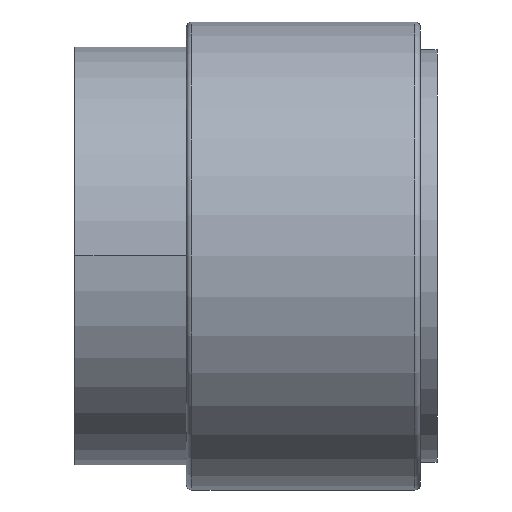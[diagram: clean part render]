
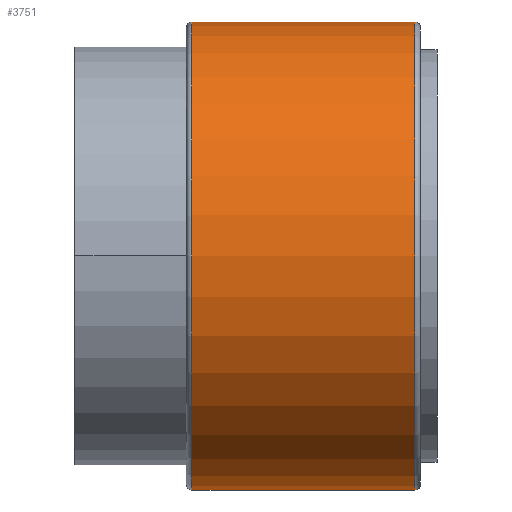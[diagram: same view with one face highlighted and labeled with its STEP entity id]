
A CAD part, left-side view. The second image highlights one B-rep face of the part: STEP entity #3751.
In plain terms, the highlighted cylindrical face has radius 21 mm (diameter 42 mm), a partial arc.
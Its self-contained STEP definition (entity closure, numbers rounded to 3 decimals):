
#124 = VERTEX_POINT ( 'NONE', #2124 ) ;
#325 = ORIENTED_EDGE ( 'NONE', *, *, #4416, .T. ) ;
#378 = CARTESIAN_POINT ( 'NONE',  ( 0., 0.5, 21. ) ) ;
#518 = DIRECTION ( 'NONE',  ( 0., 0., -1. ) ) ;
#778 = LINE ( 'NONE', #3948, #4382 ) ;
#858 = DIRECTION ( 'NONE',  ( 0., 1., 0. ) ) ;
#938 = AXIS2_PLACEMENT_3D ( 'NONE', #4389, #858, #1163 ) ;
#999 = CARTESIAN_POINT ( 'NONE',  ( 0., 21., 21. ) ) ;
#1163 = DIRECTION ( 'NONE',  ( 0., 0., 1. ) ) ;
#1219 = EDGE_CURVE ( 'NONE', #4244, #1280, #3232, .T. ) ;
#1280 = VERTEX_POINT ( 'NONE', #378 ) ;
#1310 = EDGE_CURVE ( 'NONE', #124, #1280, #4140, .T. ) ;
#1544 = CARTESIAN_POINT ( 'NONE',  ( 0., 20.5, 21. ) ) ;
#1595 = ORIENTED_EDGE ( 'NONE', *, *, #1642, .T. ) ;
#1642 = EDGE_CURVE ( 'NONE', #2492, #124, #778, .T. ) ;
#1950 = FACE_OUTER_BOUND ( 'NONE', #3610, .T. ) ;
#1956 = DIRECTION ( 'NONE',  ( 0., 0., 1. ) ) ;
#2124 = CARTESIAN_POINT ( 'NONE',  ( 0., 0.5, -21. ) ) ;
#2316 = CYLINDRICAL_SURFACE ( 'NONE', #4589, 21. ) ;
#2414 = CARTESIAN_POINT ( 'NONE',  ( 0., 20.5, -21. ) ) ;
#2484 = ORIENTED_EDGE ( 'NONE', *, *, #1219, .F. ) ;
#2492 = VERTEX_POINT ( 'NONE', #2414 ) ;
#2638 = DIRECTION ( 'NONE',  ( 0., -1., 0. ) ) ;
#2958 = DIRECTION ( 'NONE',  ( 0., -1., 0. ) ) ;
#3232 = LINE ( 'NONE', #999, #3242 ) ;
#3242 = VECTOR ( 'NONE', #4572, 1000. ) ;
#3509 = ORIENTED_EDGE ( 'NONE', *, *, #1310, .T. ) ;
#3610 = EDGE_LOOP ( 'NONE', ( #2484, #325, #1595, #3509 ) ) ;
#3751 = ADVANCED_FACE ( 'NONE', ( #1950 ), #2316, .T. ) ;
#3840 = CIRCLE ( 'NONE', #4376, 21. ) ;
#3948 = CARTESIAN_POINT ( 'NONE',  ( 0., 21., -21. ) ) ;
#4095 = CARTESIAN_POINT ( 'NONE',  ( 0., 21., 0. ) ) ;
#4140 = CIRCLE ( 'NONE', #938, 21. ) ;
#4244 = VERTEX_POINT ( 'NONE', #1544 ) ;
#4332 = DIRECTION ( 'NONE',  ( 0., -1., 0. ) ) ;
#4376 = AXIS2_PLACEMENT_3D ( 'NONE', #4507, #2638, #1956 ) ;
#4382 = VECTOR ( 'NONE', #4332, 1000. ) ;
#4389 = CARTESIAN_POINT ( 'NONE',  ( 0., 0.5, 0. ) ) ;
#4416 = EDGE_CURVE ( 'NONE', #4244, #2492, #3840, .T. ) ;
#4507 = CARTESIAN_POINT ( 'NONE',  ( 0., 20.5, 0. ) ) ;
#4572 = DIRECTION ( 'NONE',  ( 0., -1., 0. ) ) ;
#4589 = AXIS2_PLACEMENT_3D ( 'NONE', #4095, #2958, #518 ) ;
